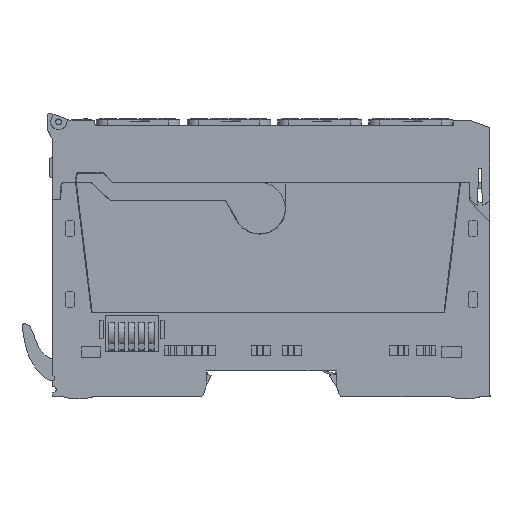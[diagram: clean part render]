
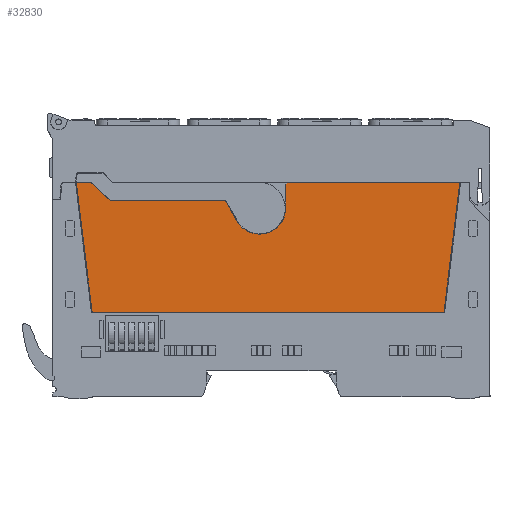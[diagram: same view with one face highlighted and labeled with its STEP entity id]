
A CAD part, left-side view. The second image highlights one B-rep face of the part: STEP entity #32830.
In plain terms, the highlighted planar face has unit normal (-1, 0, 0).
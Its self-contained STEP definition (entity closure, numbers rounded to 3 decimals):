
#1449=AXIS2_PLACEMENT_3D('Plane Axis2P3D',#1446,#1447,#1448) ;
#26101=AXIS2_PLACEMENT_3D('Circle Axis2P3D',#26099,#26100,$) ;
#26151=AXIS2_PLACEMENT_3D('Circle Axis2P3D',#26149,#26150,$) ;
#26226=AXIS2_PLACEMENT_3D('Circle Axis2P3D',#26224,#26225,$) ;
#1446=CARTESIAN_POINT('Axis2P3D Location',(0.,118.817,0.6)) ;
#25931=CARTESIAN_POINT('Vertex',(0.,55.85,52.075)) ;
#25934=CARTESIAN_POINT('Line Origine',(0.,55.85,55.325)) ;
#25938=CARTESIAN_POINT('Vertex',(0.,55.85,58.575)) ;
#25959=CARTESIAN_POINT('Line Origine',(0.,55.6,58.825)) ;
#25963=CARTESIAN_POINT('Vertex',(0.,55.35,59.075)) ;
#25979=CARTESIAN_POINT('Line Origine',(0.,31.799,59.075)) ;
#25983=CARTESIAN_POINT('Vertex',(0.,8.248,59.075)) ;
#26004=CARTESIAN_POINT('Line Origine',(0.,10.421,41.375)) ;
#26008=CARTESIAN_POINT('Vertex',(0.,12.595,23.675)) ;
#26029=CARTESIAN_POINT('Line Origine',(0.,60.65,23.675)) ;
#26033=CARTESIAN_POINT('Vertex',(0.,108.705,23.675)) ;
#26054=CARTESIAN_POINT('Line Origine',(0.,110.879,41.375)) ;
#26058=CARTESIAN_POINT('Vertex',(0.,113.052,59.075)) ;
#26074=CARTESIAN_POINT('Line Origine',(0.,111.224,59.075)) ;
#26078=CARTESIAN_POINT('Vertex',(0.,109.396,59.075)) ;
#26099=CARTESIAN_POINT('Axis2P3D Location',(0.,109.396,58.075)) ;
#26103=CARTESIAN_POINT('Vertex',(0.,108.688,58.782)) ;
#26124=CARTESIAN_POINT('Line Origine',(0.,106.76,56.853)) ;
#26128=CARTESIAN_POINT('Vertex',(0.,104.831,54.924)) ;
#26149=CARTESIAN_POINT('Axis2P3D Location',(0.,102.78,56.975)) ;
#26153=CARTESIAN_POINT('Vertex',(0.,102.78,54.075)) ;
#26174=CARTESIAN_POINT('Line Origine',(0.,87.542,54.075)) ;
#26178=CARTESIAN_POINT('Vertex',(0.,72.303,54.075)) ;
#26199=CARTESIAN_POINT('Line Origine',(0.,70.701,51.3)) ;
#26203=CARTESIAN_POINT('Vertex',(0.,69.099,48.525)) ;
#26224=CARTESIAN_POINT('Axis2P3D Location',(0.,62.95,52.075)) ;
#1447=DIRECTION('Axis2P3D Direction',(1.,0.,0.)) ;
#1448=DIRECTION('Axis2P3D XDirection',(0.,-1.,0.)) ;
#25935=DIRECTION('Vector Direction',(0.,0.,1.)) ;
#25960=DIRECTION('Vector Direction',(0.,-0.707,0.707)) ;
#25980=DIRECTION('Vector Direction',(0.,-1.,0.)) ;
#26005=DIRECTION('Vector Direction',(0.,0.122,-0.993)) ;
#26030=DIRECTION('Vector Direction',(0.,1.,0.)) ;
#26055=DIRECTION('Vector Direction',(0.,0.122,0.993)) ;
#26075=DIRECTION('Vector Direction',(0.,-1.,0.)) ;
#26100=DIRECTION('Axis2P3D Direction',(-1.,0.,0.)) ;
#26125=DIRECTION('Vector Direction',(0.,-0.707,-0.707)) ;
#26150=DIRECTION('Axis2P3D Direction',(-1.,0.,0.)) ;
#26175=DIRECTION('Vector Direction',(0.,-1.,0.)) ;
#26200=DIRECTION('Vector Direction',(0.,-0.5,-0.866)) ;
#26225=DIRECTION('Axis2P3D Direction',(-1.,0.,0.)) ;
#25936=VECTOR('Line Direction',#25935,1.) ;
#25961=VECTOR('Line Direction',#25960,1.) ;
#25981=VECTOR('Line Direction',#25980,1.) ;
#26006=VECTOR('Line Direction',#26005,1.) ;
#26031=VECTOR('Line Direction',#26030,1.) ;
#26056=VECTOR('Line Direction',#26055,1.) ;
#26076=VECTOR('Line Direction',#26075,1.) ;
#26126=VECTOR('Line Direction',#26125,1.) ;
#26176=VECTOR('Line Direction',#26175,1.) ;
#26201=VECTOR('Line Direction',#26200,1.) ;
#32816=ORIENTED_EDGE('',*,*,#26010,.T.) ;
#32817=ORIENTED_EDGE('',*,*,#25985,.T.) ;
#32818=ORIENTED_EDGE('',*,*,#25965,.T.) ;
#32819=ORIENTED_EDGE('',*,*,#25940,.T.) ;
#32820=ORIENTED_EDGE('',*,*,#26228,.T.) ;
#32821=ORIENTED_EDGE('',*,*,#26205,.T.) ;
#32822=ORIENTED_EDGE('',*,*,#26180,.T.) ;
#32823=ORIENTED_EDGE('',*,*,#26155,.T.) ;
#32824=ORIENTED_EDGE('',*,*,#26130,.T.) ;
#32825=ORIENTED_EDGE('',*,*,#26105,.T.) ;
#32826=ORIENTED_EDGE('',*,*,#26080,.T.) ;
#32827=ORIENTED_EDGE('',*,*,#26060,.T.) ;
#32828=ORIENTED_EDGE('',*,*,#26035,.T.) ;
#32830=ADVANCED_FACE('Modul',(#32829),#1450,.F.) ;
#26102=CIRCLE('generated circle',#26101,1.) ;
#26152=CIRCLE('generated circle',#26151,2.9) ;
#26227=CIRCLE('generated circle',#26226,7.1) ;
#25940=EDGE_CURVE('',#25939,#25932,#25937,.F.) ;
#25965=EDGE_CURVE('',#25964,#25939,#25962,.F.) ;
#25985=EDGE_CURVE('',#25984,#25964,#25982,.F.) ;
#26010=EDGE_CURVE('',#26009,#25984,#26007,.F.) ;
#26035=EDGE_CURVE('',#26034,#26009,#26032,.F.) ;
#26060=EDGE_CURVE('',#26059,#26034,#26057,.F.) ;
#26080=EDGE_CURVE('',#26079,#26059,#26077,.F.) ;
#26105=EDGE_CURVE('',#26104,#26079,#26102,.T.) ;
#26130=EDGE_CURVE('',#26129,#26104,#26127,.F.) ;
#26155=EDGE_CURVE('',#26154,#26129,#26152,.F.) ;
#26180=EDGE_CURVE('',#26179,#26154,#26177,.F.) ;
#26205=EDGE_CURVE('',#26204,#26179,#26202,.F.) ;
#26228=EDGE_CURVE('',#25932,#26204,#26227,.F.) ;
#32815=EDGE_LOOP('',(#32816,#32817,#32818,#32819,#32820,#32821,#32822,#32823,#32824,#32825,#32826,#32827,#32828)) ;
#32829=FACE_OUTER_BOUND('',#32815,.T.) ;
#25937=LINE('Line',#25934,#25936) ;
#25962=LINE('Line',#25959,#25961) ;
#25982=LINE('Line',#25979,#25981) ;
#26007=LINE('Line',#26004,#26006) ;
#26032=LINE('Line',#26029,#26031) ;
#26057=LINE('Line',#26054,#26056) ;
#26077=LINE('Line',#26074,#26076) ;
#26127=LINE('Line',#26124,#26126) ;
#26177=LINE('Line',#26174,#26176) ;
#26202=LINE('Line',#26199,#26201) ;
#1450=PLANE('',#1449) ;
#25932=VERTEX_POINT('',#25931) ;
#25939=VERTEX_POINT('',#25938) ;
#25964=VERTEX_POINT('',#25963) ;
#25984=VERTEX_POINT('',#25983) ;
#26009=VERTEX_POINT('',#26008) ;
#26034=VERTEX_POINT('',#26033) ;
#26059=VERTEX_POINT('',#26058) ;
#26079=VERTEX_POINT('',#26078) ;
#26104=VERTEX_POINT('',#26103) ;
#26129=VERTEX_POINT('',#26128) ;
#26154=VERTEX_POINT('',#26153) ;
#26179=VERTEX_POINT('',#26178) ;
#26204=VERTEX_POINT('',#26203) ;
